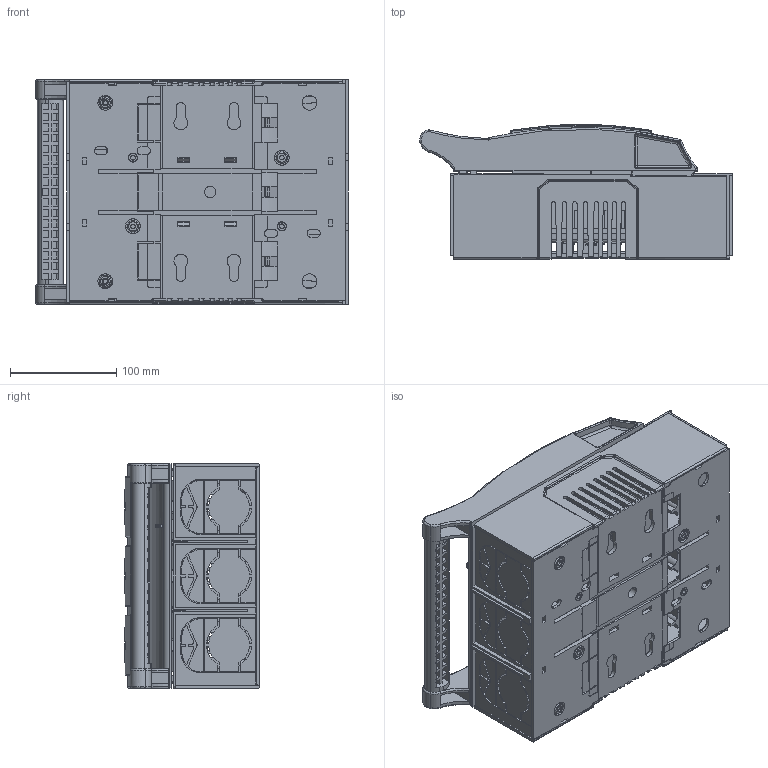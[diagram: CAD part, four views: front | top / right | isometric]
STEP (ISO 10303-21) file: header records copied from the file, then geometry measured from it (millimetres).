
FILE_DESCRIPTION(('TFLEX Exchange Step'),'2;1');
FILE_NAME('LMHR17-400LUOSI.stp', '2024-03-22T09:33:17+03:00',('Kabanov'),('Unknown organisation'),'TFLEX Exchange 2019.0','T-FLEX CAD','Unknown authorisation');
FILE_SCHEMA( ('AUTOMOTIVE_DESIGN { 1 0 10303 214 1 1 1 1 }') );
Length unit declared in the file: millimetre
Products named in the file (1): BUFFER:0000000000B2C620 
Bounding box: 293.99 x 126.57 x 211.6 mm (x, y, z)
Volume: 1346157.9 mm3; surface area: 1066724.9 mm2
Topology: 9 solids, 9 shells, 5410 faces, 16209 edges, 10439 vertices
Faces by surface type: plane 3682, cylinder 1179, bspline 249, torus 187, sphere 93, cone 18, extrusion 2
Full cylindrical faces by diameter (mm): 3.2 x1
Entity records: 249003 total; most frequent: CARTESIAN_POINT 136889, ORIENTED_EDGE 32042, EDGE_CURVE 16021, B_SPLINE_CURVE_WITH_KNOTS 15948, DIRECTION 10420, VERTEX_POINT 10410, EDGE_LOOP 5631, FACE_BOUND 5631
